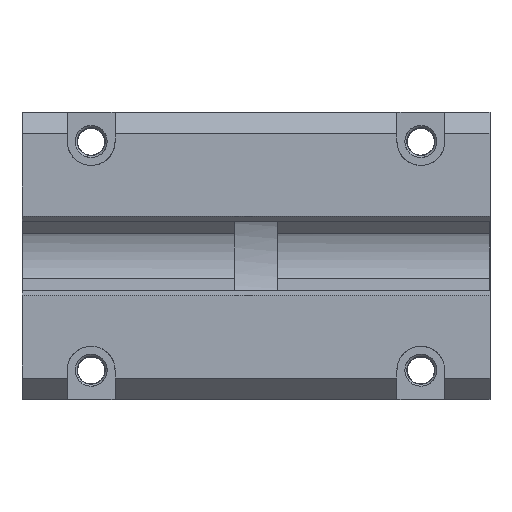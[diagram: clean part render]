
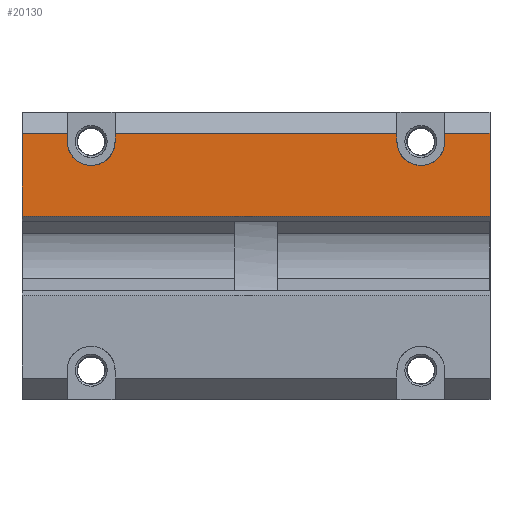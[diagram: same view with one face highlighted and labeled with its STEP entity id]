
A CAD part, top view. The second image highlights one B-rep face of the part: STEP entity #20130.
In plain terms, the highlighted free-form (B-spline) face has degree [1, 1] with [2, 2] control points.
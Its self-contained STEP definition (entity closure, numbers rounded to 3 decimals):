
#18520 = CARTESIAN_POINT ('', (159., 100., 77.));
#18530 = VERTEX_POINT ('', #18520);
#18540 = CARTESIAN_POINT ('', (159., 97., 77.));
#18550 = VERTEX_POINT ('', #18540);
#18560 = CARTESIAN_POINT ('', (159., 100., 77.));
#18570 = CARTESIAN_POINT ('', (159., 97., 77.));
#18580 = B_SPLINE_CURVE_WITH_KNOTS ('', 1, (#18560, #18570), .UNSPECIFIED., .F., .U., (2, 2), (0., 1.), .UNSPECIFIED.);
#18590 = EDGE_CURVE ('', #18530, #18550, #18580, .T.);
#18600 = ORIENTED_EDGE ('', *, *, #18590, .T.);
#18610 = CARTESIAN_POINT ('', (141., 97., 77.));
#18620 = VERTEX_POINT ('', #18610);
#18630 = CARTESIAN_POINT ('', (159., 97., 77.));
#18640 = CARTESIAN_POINT ('', (159., 94.517, 77.));
#18650 = CARTESIAN_POINT ('', (158.121, 92.396, 77.));
#18660 = CARTESIAN_POINT ('', (156.364, 90.636, 77.));
#18670 = CARTESIAN_POINT ('', (155.487, 89.758, 77.));
#18680 = CARTESIAN_POINT ('', (154.518, 89.099, 77.));
#18690 = CARTESIAN_POINT ('', (153.458, 88.66, 77.));
#18700 = CARTESIAN_POINT ('', (152.927, 88.44, 77.));
#18710 = CARTESIAN_POINT ('', (152.374, 88.276, 77.));
#18720 = CARTESIAN_POINT ('', (151.798, 88.166, 77.));
#18730 = CARTESIAN_POINT ('', (151.51, 88.111, 77.));
#18740 = CARTESIAN_POINT ('', (151.216, 88.069, 77.));
#18750 = CARTESIAN_POINT ('', (150.916, 88.042, 77.));
#18760 = CARTESIAN_POINT ('', (150.766, 88.028, 77.));
#18770 = CARTESIAN_POINT ('', (150.615, 88.017, 77.));
#18780 = CARTESIAN_POINT ('', (150.462, 88.011, 77.));
#18790 = CARTESIAN_POINT ('', (150.386, 88.007, 77.));
#18800 = CARTESIAN_POINT ('', (150.309, 88.004, 77.));
#18810 = CARTESIAN_POINT ('', (150.232, 88.003, 77.));
#18820 = CARTESIAN_POINT ('', (150.194, 88.002, 77.));
#18830 = CARTESIAN_POINT ('', (150.155, 88.001, 77.));
#18840 = CARTESIAN_POINT ('', (150.116, 88.001, 77.));
#18850 = CARTESIAN_POINT ('', (150.097, 88., 77.));
#18860 = CARTESIAN_POINT ('', (150.078, 88., 77.));
#18870 = CARTESIAN_POINT ('', (150.058, 88., 77.));
#18880 = CARTESIAN_POINT ('', (150.049, 88., 77.));
#18890 = CARTESIAN_POINT ('', (150.039, 88., 77.));
#18900 = CARTESIAN_POINT ('', (150.029, 88., 77.));
#18910 = CARTESIAN_POINT ('', (150.019, 88., 77.));
#18920 = CARTESIAN_POINT ('', (150.01, 88., 77.));
#18930 = CARTESIAN_POINT ('', (150., 88., 77.));
#18940 = CARTESIAN_POINT ('', (147.518, 87.999, 77.));
#18950 = CARTESIAN_POINT ('', (145.397, 88.877, 77.));
#18960 = CARTESIAN_POINT ('', (143.636, 90.636, 77.));
#18970 = CARTESIAN_POINT ('', (141.879, 92.391, 77.));
#18980 = CARTESIAN_POINT ('', (141., 94.513, 77.));
#18990 = CARTESIAN_POINT ('', (141., 97., 77.));
#19000 = B_SPLINE_CURVE_WITH_KNOTS ('', 3, (#18630, #18640, #18650, #18660, #18670, #18680, #18690, #18700, #18710, #18720, #18730, #18740, #18750, #18760, #18770, #18780, #18790, #18800, #18810, #18820, #18830, #18840, #18850, #18860, #18870, #18880, #18890, #18900, #18910, #18920, #18930, #18940, #18950, #18960, #18970, #18980, #18990), .UNSPECIFIED., .F., .U., (4, 3, 3, 3, 3, 3, 3, 3, 3, 3, 3, 3, 4), (0., 0.25, 0.375, 0.438, 0.469, 0.484, 0.492, 0.496, 0.498, 0.499, 0.5, 0.75, 1.), .UNSPECIFIED.);
#19010 = EDGE_CURVE ('', #18550, #18620, #19000, .T.);
#19020 = ORIENTED_EDGE ('', *, *, #19010, .T.);
#19030 = CARTESIAN_POINT ('', (141., 100., 77.));
#19040 = VERTEX_POINT ('', #19030);
#19050 = CARTESIAN_POINT ('', (141., 97., 77.));
#19060 = CARTESIAN_POINT ('', (141., 100., 77.));
#19070 = B_SPLINE_CURVE_WITH_KNOTS ('', 1, (#19050, #19060), .UNSPECIFIED., .F., .U., (2, 2), (0., 1.), .UNSPECIFIED.);
#19080 = EDGE_CURVE ('', #18620, #19040, #19070, .T.);
#19090 = ORIENTED_EDGE ('', *, *, #19080, .T.);
#19100 = CARTESIAN_POINT ('', (35., 100., 77.));
#19110 = VERTEX_POINT ('', #19100);
#19120 = CARTESIAN_POINT ('', (141., 100., 77.));
#19130 = CARTESIAN_POINT ('', (35., 100., 77.));
#19140 = B_SPLINE_CURVE_WITH_KNOTS ('', 1, (#19120, #19130), .UNSPECIFIED., .F., .U., (2, 2), (0., 1.), .UNSPECIFIED.);
#19150 = EDGE_CURVE ('', #19040, #19110, #19140, .T.);
#19160 = ORIENTED_EDGE ('', *, *, #19150, .T.);
#19170 = CARTESIAN_POINT ('', (35., 97., 77.));
#19180 = VERTEX_POINT ('', #19170);
#19190 = CARTESIAN_POINT ('', (35., 100., 77.));
#19200 = CARTESIAN_POINT ('', (35., 97., 77.));
#19210 = B_SPLINE_CURVE_WITH_KNOTS ('', 1, (#19190, #19200), .UNSPECIFIED., .F., .U., (2, 2), (0., 1.), .UNSPECIFIED.);
#19220 = EDGE_CURVE ('', #19110, #19180, #19210, .T.);
#19230 = ORIENTED_EDGE ('', *, *, #19220, .T.);
#19240 = CARTESIAN_POINT ('', (17., 97., 77.));
#19250 = VERTEX_POINT ('', #19240);
#19260 = CARTESIAN_POINT ('', (35., 97., 77.));
#19270 = CARTESIAN_POINT ('', (35., 94.517, 77.));
#19280 = CARTESIAN_POINT ('', (34.121, 92.396, 77.));
#19290 = CARTESIAN_POINT ('', (32.364, 90.636, 77.));
#19300 = CARTESIAN_POINT ('', (31.487, 89.758, 77.));
#19310 = CARTESIAN_POINT ('', (30.518, 89.099, 77.));
#19320 = CARTESIAN_POINT ('', (29.458, 88.66, 77.));
#19330 = CARTESIAN_POINT ('', (28.927, 88.44, 77.));
#19340 = CARTESIAN_POINT ('', (28.374, 88.276, 77.));
#19350 = CARTESIAN_POINT ('', (27.798, 88.166, 77.));
#19360 = CARTESIAN_POINT ('', (27.51, 88.111, 77.));
#19370 = CARTESIAN_POINT ('', (27.216, 88.069, 77.));
#19380 = CARTESIAN_POINT ('', (26.916, 88.042, 77.));
#19390 = CARTESIAN_POINT ('', (26.766, 88.028, 77.));
#19400 = CARTESIAN_POINT ('', (26.615, 88.017, 77.));
#19410 = CARTESIAN_POINT ('', (26.462, 88.011, 77.));
#19420 = CARTESIAN_POINT ('', (26.386, 88.007, 77.));
#19430 = CARTESIAN_POINT ('', (26.309, 88.004, 77.));
#19440 = CARTESIAN_POINT ('', (26.232, 88.003, 77.));
#19450 = CARTESIAN_POINT ('', (26.194, 88.002, 77.));
#19460 = CARTESIAN_POINT ('', (26.155, 88.001, 77.));
#19470 = CARTESIAN_POINT ('', (26.116, 88.001, 77.));
#19480 = CARTESIAN_POINT ('', (26.097, 88., 77.));
#19490 = CARTESIAN_POINT ('', (26.078, 88., 77.));
#19500 = CARTESIAN_POINT ('', (26.058, 88., 77.));
#19510 = CARTESIAN_POINT ('', (26.049, 88., 77.));
#19520 = CARTESIAN_POINT ('', (26.039, 88., 77.));
#19530 = CARTESIAN_POINT ('', (26.029, 88., 77.));
#19540 = CARTESIAN_POINT ('', (26.019, 88., 77.));
#19550 = CARTESIAN_POINT ('', (26.01, 88., 77.));
#19560 = CARTESIAN_POINT ('', (26., 88., 77.));
#19570 = CARTESIAN_POINT ('', (23.518, 87.999, 77.));
#19580 = CARTESIAN_POINT ('', (21.397, 88.877, 77.));
#19590 = CARTESIAN_POINT ('', (19.636, 90.636, 77.));
#19600 = CARTESIAN_POINT ('', (17.879, 92.391, 77.));
#19610 = CARTESIAN_POINT ('', (17., 94.513, 77.));
#19620 = CARTESIAN_POINT ('', (17., 97., 77.));
#19630 = B_SPLINE_CURVE_WITH_KNOTS ('', 3, (#19260, #19270, #19280, #19290, #19300, #19310, #19320, #19330, #19340, #19350, #19360, #19370, #19380, #19390, #19400, #19410, #19420, #19430, #19440, #19450, #19460, #19470, #19480, #19490, #19500, #19510, #19520, #19530, #19540, #19550, #19560, #19570, #19580, #19590, #19600, #19610, #19620), .UNSPECIFIED., .F., .U., (4, 3, 3, 3, 3, 3, 3, 3, 3, 3, 3, 3, 4), (0., 0.25, 0.375, 0.438, 0.469, 0.484, 0.492, 0.496, 0.498, 0.499, 0.5, 0.75, 1.), .UNSPECIFIED.);
#19640 = EDGE_CURVE ('', #19180, #19250, #19630, .T.);
#19650 = ORIENTED_EDGE ('', *, *, #19640, .T.);
#19660 = CARTESIAN_POINT ('', (17., 100., 77.));
#19670 = VERTEX_POINT ('', #19660);
#19680 = CARTESIAN_POINT ('', (17., 97., 77.));
#19690 = CARTESIAN_POINT ('', (17., 100., 77.));
#19700 = B_SPLINE_CURVE_WITH_KNOTS ('', 1, (#19680, #19690), .UNSPECIFIED., .F., .U., (2, 2), (0., 1.), .UNSPECIFIED.);
#19710 = EDGE_CURVE ('', #19250, #19670, #19700, .T.);
#19720 = ORIENTED_EDGE ('', *, *, #19710, .T.);
#19730 = CARTESIAN_POINT ('', (0., 100., 77.));
#19740 = VERTEX_POINT ('', #19730);
#19750 = CARTESIAN_POINT ('', (17., 100., 77.));
#19760 = CARTESIAN_POINT ('', (0., 100., 77.));
#19770 = B_SPLINE_CURVE_WITH_KNOTS ('', 1, (#19750, #19760), .UNSPECIFIED., .F., .U., (2, 2), (0., 1.), .UNSPECIFIED.);
#19780 = EDGE_CURVE ('', #19670, #19740, #19770, .T.);
#19790 = ORIENTED_EDGE ('', *, *, #19780, .T.);
#19800 = CARTESIAN_POINT ('', (0., 68.858, 77.));
#19810 = VERTEX_POINT ('', #19800);
#19820 = CARTESIAN_POINT ('', (0., 100., 77.));
#19830 = CARTESIAN_POINT ('', (0., 68.858, 77.));
#19840 = B_SPLINE_CURVE_WITH_KNOTS ('', 1, (#19820, #19830), .UNSPECIFIED., .F., .U., (2, 2), (0., 1.), .UNSPECIFIED.);
#19850 = EDGE_CURVE ('', #19740, #19810, #19840, .T.);
#19860 = ORIENTED_EDGE ('', *, *, #19850, .T.);
#19870 = CARTESIAN_POINT ('', (176., 68.858, 77.));
#19880 = VERTEX_POINT ('', #19870);
#19890 = CARTESIAN_POINT ('', (0., 68.858, 77.));
#19900 = CARTESIAN_POINT ('', (176., 68.858, 77.));
#19910 = B_SPLINE_CURVE_WITH_KNOTS ('', 1, (#19890, #19900), .UNSPECIFIED., .F., .U., (2, 2), (0., 1.), .UNSPECIFIED.);
#19920 = EDGE_CURVE ('', #19810, #19880, #19910, .T.);
#19930 = ORIENTED_EDGE ('', *, *, #19920, .T.);
#19940 = CARTESIAN_POINT ('', (176., 100., 77.));
#19950 = VERTEX_POINT ('', #19940);
#19960 = CARTESIAN_POINT ('', (176., 68.858, 77.));
#19970 = CARTESIAN_POINT ('', (176., 100., 77.));
#19980 = B_SPLINE_CURVE_WITH_KNOTS ('', 1, (#19960, #19970), .UNSPECIFIED., .F., .U., (2, 2), (0., 1.), .UNSPECIFIED.);
#19990 = EDGE_CURVE ('', #19880, #19950, #19980, .T.);
#20000 = ORIENTED_EDGE ('', *, *, #19990, .T.);
#20010 = CARTESIAN_POINT ('', (176., 100., 77.));
#20020 = CARTESIAN_POINT ('', (159., 100., 77.));
#20030 = B_SPLINE_CURVE_WITH_KNOTS ('', 1, (#20010, #20020), .UNSPECIFIED., .F., .U., (2, 2), (0., 1.), .UNSPECIFIED.);
#20040 = EDGE_CURVE ('', #19950, #18530, #20030, .T.);
#20050 = ORIENTED_EDGE ('', *, *, #20040, .T.);
#20060 = EDGE_LOOP ('', (#18600, #19020, #19090, #19160, #19230, #19650, #19720, #19790, #19860, #19930, #20000, #20050));
#20070 = FACE_OUTER_BOUND ('', #20060, .T.);
#20080 = CARTESIAN_POINT ('', (0., 100., 77.));
#20090 = CARTESIAN_POINT ('', (176., 100., 77.));
#20100 = CARTESIAN_POINT ('', (0., 68.858, 77.));
#20110 = CARTESIAN_POINT ('', (176., 68.858, 77.));
#20120 = B_SPLINE_SURFACE_WITH_KNOTS ('', 1, 1, ((#20080, #20090), (#20100, #20110)), .UNSPECIFIED., .F., .F., .U., (2, 2), (2, 2), (0., 1.), (0., 1.), .UNSPECIFIED.);
#20130 = ADVANCED_FACE ('', (#20070), #20120, .T.);
